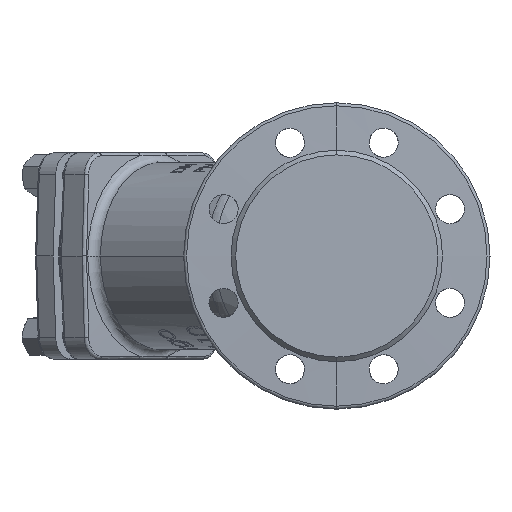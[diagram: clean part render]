
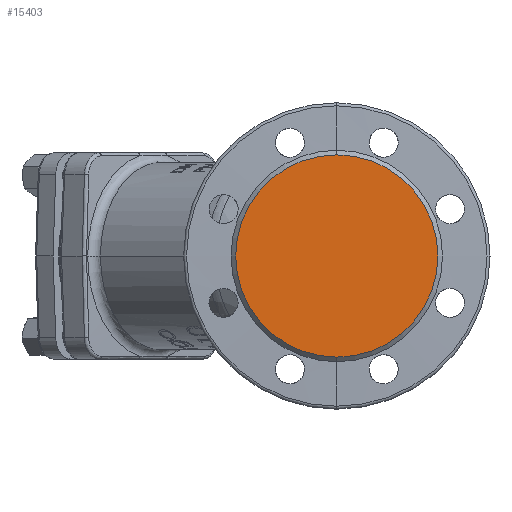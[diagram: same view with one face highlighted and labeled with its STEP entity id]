
A CAD part, left-side view. The second image highlights one B-rep face of the part: STEP entity #15403.
In plain terms, the highlighted planar face has unit normal (-1, 0, 0).
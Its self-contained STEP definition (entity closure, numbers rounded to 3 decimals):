
#1232 = EDGE_LOOP ( 'NONE', ( #11252, #5101 ) ) ;
#3391 = DIRECTION ( 'NONE',  ( -1., 0., 0. ) ) ;
#4360 = DIRECTION ( 'NONE',  ( 0., 0., 1. ) ) ;
#4542 = DIRECTION ( 'NONE',  ( -1., 0., 0. ) ) ;
#5101 = ORIENTED_EDGE ( 'NONE', *, *, #5648, .T. ) ;
#5217 = CIRCLE ( 'NONE', #20859, 66. ) ;
#5648 = EDGE_CURVE ( 'NONE', #28291, #12563, #5217, .T. ) ;
#8111 = CARTESIAN_POINT ( 'NONE',  ( -155., 0., 0. ) ) ;
#8251 = CARTESIAN_POINT ( 'NONE',  ( -155., 0., 66. ) ) ;
#11252 = ORIENTED_EDGE ( 'NONE', *, *, #18523, .T. ) ;
#12022 = AXIS2_PLACEMENT_3D ( 'NONE', #24332, #4542, #4360 ) ;
#12563 = VERTEX_POINT ( 'NONE', #24030 ) ;
#15403 = ADVANCED_FACE ( 'NONE', ( #35855 ), #33023, .T. ) ;
#15714 = AXIS2_PLACEMENT_3D ( 'NONE', #34896, #3391, #17191 ) ;
#17191 = DIRECTION ( 'NONE',  ( 0., 0., 1. ) ) ;
#18523 = EDGE_CURVE ( 'NONE', #12563, #28291, #31960, .T. ) ;
#20859 = AXIS2_PLACEMENT_3D ( 'NONE', #8111, #25265, #22449 ) ;
#22449 = DIRECTION ( 'NONE',  ( 0., 0., 1. ) ) ;
#24030 = CARTESIAN_POINT ( 'NONE',  ( -155., 0., -66. ) ) ;
#24332 = CARTESIAN_POINT ( 'NONE',  ( -155., 0., 0. ) ) ;
#25265 = DIRECTION ( 'NONE',  ( -1., 0., 0. ) ) ;
#28291 = VERTEX_POINT ( 'NONE', #8251 ) ;
#31960 = CIRCLE ( 'NONE', #15714, 66. ) ;
#33023 = PLANE ( 'NONE',  #12022 ) ;
#34896 = CARTESIAN_POINT ( 'NONE',  ( -155., 0., 0. ) ) ;
#35855 = FACE_OUTER_BOUND ( 'NONE', #1232, .T. ) ;
